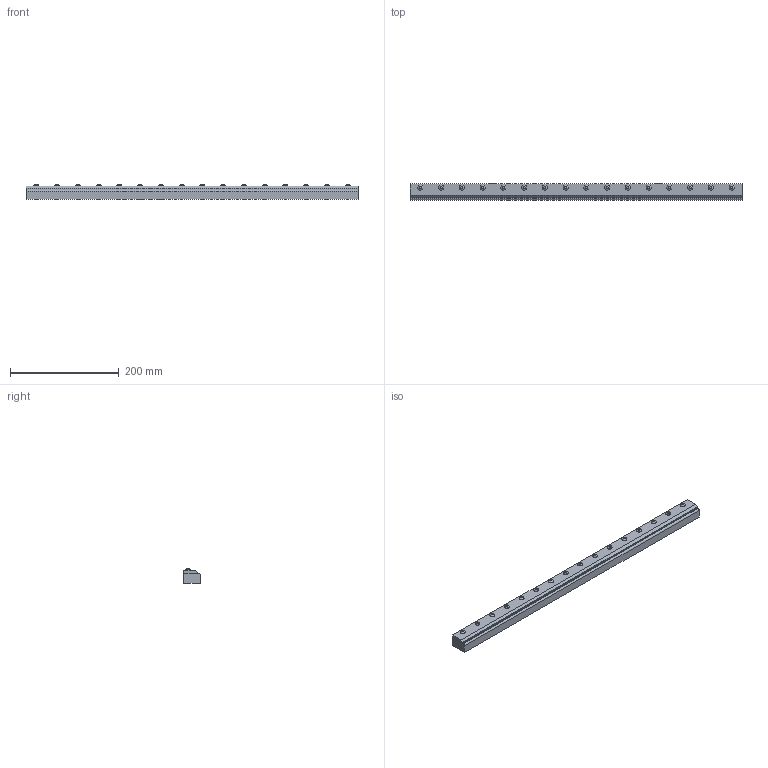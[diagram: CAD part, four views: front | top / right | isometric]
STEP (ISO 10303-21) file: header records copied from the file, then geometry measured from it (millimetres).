
FILE_DESCRIPTION((''),'2;1');
FILE_NAME('2624SS.stp','2012-04-18T12:53:34',('benzil estridge'),(''),'Autodesk Inventor 2012','Autodesk Inventor 2012','');
FILE_SCHEMA(('AUTOMOTIVE_DESIGN { 1 0 10303 214 1 1 1 1 }'));
Length unit declared in the file: inch
Products named in the file (19): Assembly24; Part439; Part441; Part443; Part445; Part447; Part449; Part451; Part453; Part455; Part457; Part459; Part461; Part463; Part465; Part467; Part469; Part471; Part473
Assembly tree (18 placements, depth 2):
  Assembly24
    Part439
    Part441
    Part443
    Part445
    Part447
    Part449
    Part451
    Part453
    Part455
    Part457
    Part459
    Part461
    Part463
    Part465
    Part467
    Part469
    Part471
    Part473
Bounding box: 609.6 x 30.48 x 26.85 mm (x, y, z)
Volume: 420022.8 mm3; surface area: 110136.5 mm2
Topology: 18 solids, 18 shells, 278 faces, 606 edges, 398 vertices
Faces by surface type: plane 175, cylinder 67, cone 20, bspline 16
Full cylindrical faces by diameter (mm): 4.826 x48, 9.169 x16, 11.112 x1, 11.113 x1
Entity records: 8272 total; most frequent: CARTESIAN_POINT 1885, DIRECTION 1254, ORIENTED_EDGE 972, EDGE_CURVE 486, EDGE_LOOP 478, AXIS2_PLACEMENT_3D 469, VERTEX_POINT 380, VECTOR 316
